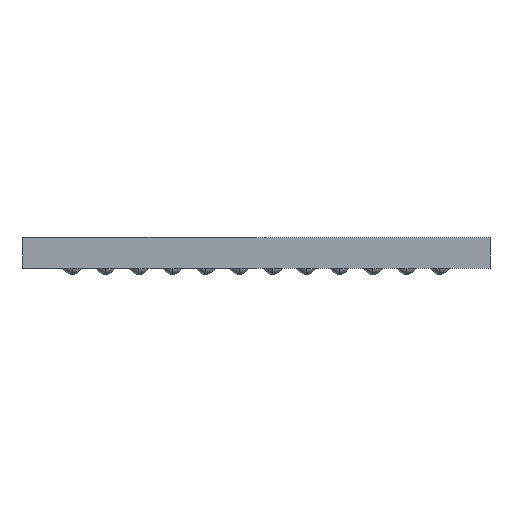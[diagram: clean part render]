
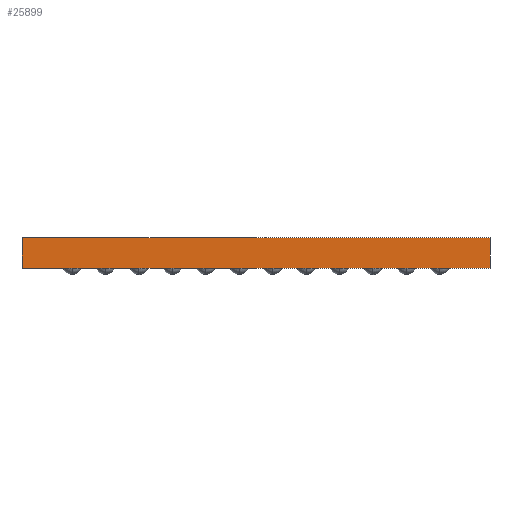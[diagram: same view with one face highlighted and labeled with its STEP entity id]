
A CAD part, left-side view. The second image highlights one B-rep face of the part: STEP entity #25899.
In plain terms, the highlighted planar face has unit normal (-1, 0, 0).
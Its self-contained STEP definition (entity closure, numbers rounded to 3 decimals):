
#780 = EDGE_CURVE ( 'NONE', #1479, #12045, #9686, .T. ) ;
#893 = CARTESIAN_POINT ( 'NONE',  ( -3.5, -3.5, 0.45 ) ) ;
#994 = ORIENTED_EDGE ( 'NONE', *, *, #3009, .T. ) ;
#1077 = VERTEX_POINT ( 'NONE', #3536 ) ;
#1479 = VERTEX_POINT ( 'NONE', #14047 ) ;
#1957 = CARTESIAN_POINT ( 'NONE',  ( -3.5, -3.5, 0.45 ) ) ;
#3009 = EDGE_CURVE ( 'NONE', #1077, #1479, #13063, .T. ) ;
#3536 = CARTESIAN_POINT ( 'NONE',  ( -3.5, 3.5, 0.45 ) ) ;
#5159 = DIRECTION ( 'NONE',  ( 0., 0., -1. ) ) ;
#6791 = CARTESIAN_POINT ( 'NONE',  ( -3.5, -3.5, 0.45 ) ) ;
#8755 = LINE ( 'NONE', #6791, #14184 ) ;
#9163 = ORIENTED_EDGE ( 'NONE', *, *, #20769, .F. ) ;
#9686 = LINE ( 'NONE', #23710, #14844 ) ;
#10078 = DIRECTION ( 'NONE',  ( 0., -1., 0. ) ) ;
#10509 = CARTESIAN_POINT ( 'NONE',  ( -3.5, -3.5, 0. ) ) ;
#12045 = VERTEX_POINT ( 'NONE', #10509 ) ;
#12210 = ORIENTED_EDGE ( 'NONE', *, *, #780, .T. ) ;
#12562 = DIRECTION ( 'NONE',  ( 1., 0., 0. ) ) ;
#13063 = LINE ( 'NONE', #23105, #17786 ) ;
#14047 = CARTESIAN_POINT ( 'NONE',  ( -3.5, 3.5, 0. ) ) ;
#14184 = VECTOR ( 'NONE', #5159, 1000. ) ;
#14844 = VECTOR ( 'NONE', #18031, 1000. ) ;
#14934 = DIRECTION ( 'NONE',  ( 0., 0., -1. ) ) ;
#15791 = LINE ( 'NONE', #1957, #24460 ) ;
#16740 = ORIENTED_EDGE ( 'NONE', *, *, #18878, .F. ) ;
#17387 = FACE_OUTER_BOUND ( 'NONE', #25565, .T. ) ;
#17786 = VECTOR ( 'NONE', #18666, 1000. ) ;
#18031 = DIRECTION ( 'NONE',  ( 0., -1., 0. ) ) ;
#18634 = VERTEX_POINT ( 'NONE', #893 ) ;
#18666 = DIRECTION ( 'NONE',  ( 0., 0., -1. ) ) ;
#18687 = CARTESIAN_POINT ( 'NONE',  ( -3.5, -3.5, 0.45 ) ) ;
#18878 = EDGE_CURVE ( 'NONE', #18634, #12045, #8755, .T. ) ;
#19249 = AXIS2_PLACEMENT_3D ( 'NONE', #18687, #12562, #14934 ) ;
#20769 = EDGE_CURVE ( 'NONE', #1077, #18634, #15791, .T. ) ;
#23105 = CARTESIAN_POINT ( 'NONE',  ( -3.5, 3.5, 0.45 ) ) ;
#23710 = CARTESIAN_POINT ( 'NONE',  ( -3.5, -3.5, 0. ) ) ;
#24460 = VECTOR ( 'NONE', #10078, 1000. ) ;
#24596 = PLANE ( 'NONE',  #19249 ) ;
#25565 = EDGE_LOOP ( 'NONE', ( #12210, #16740, #9163, #994 ) ) ;
#25899 = ADVANCED_FACE ( 'NONE', ( #17387 ), #24596, .F. ) ;
